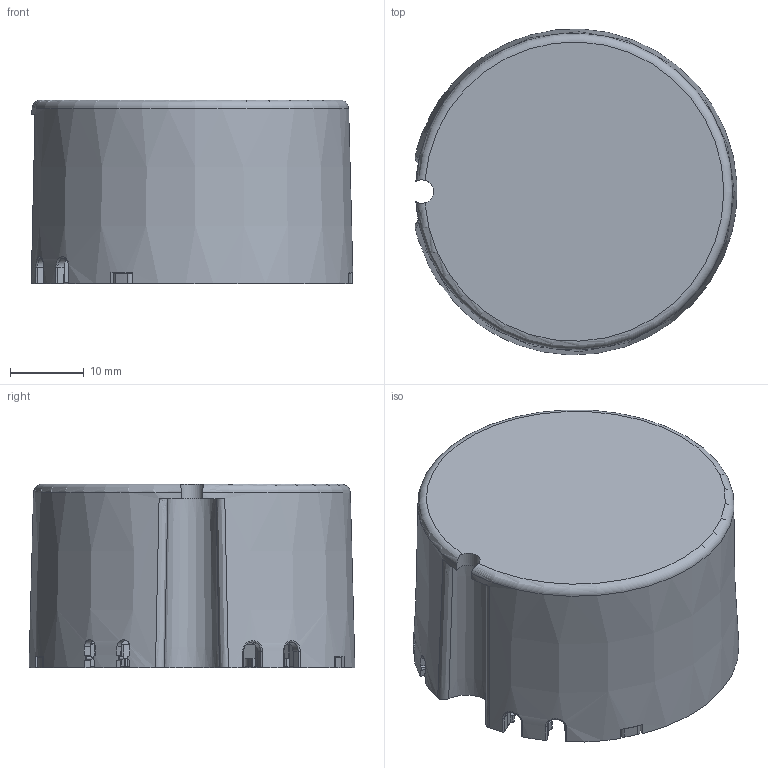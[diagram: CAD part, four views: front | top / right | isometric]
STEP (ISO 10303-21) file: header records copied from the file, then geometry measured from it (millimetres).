
FILE_DESCRIPTION((''),'2;1');
FILE_NAME('G5R7W_ASM','2020-08-13T10:41:01',('wsenga'),(''),'CREO PARAMETRIC BY PTC INC, 2019080','CREO PARAMETRIC BY PTC INC, 2019080','');
FILE_SCHEMA(('CONFIG_CONTROL_DESIGN'));
Length unit declared in the file: millimetre
Products named in the file (3): MAWG5R7W-1A; MAWG5R7W-2A; G5R7W_ASM
Assembly tree (2 placements, depth 2):
  G5R7W_ASM
    MAWG5R7W-1A
    MAWG5R7W-2A
Bounding box: 43.73 x 44.28 x 25 mm (x, y, z)
Volume: 8088.1 mm3; surface area: 12764.4 mm2
Topology: 2 solids, 2 shells, 230 faces, 613 edges, 390 vertices
Faces by surface type: plane 104, cylinder 76, cone 21, bspline 20, torus 7, sphere 2
Entity records: 8096 total; most frequent: CARTESIAN_POINT 2431, ORIENTED_EDGE 1226, DIRECTION 1122, EDGE_CURVE 613, AXIS2_PLACEMENT_3D 409, VERTEX_POINT 390, VECTOR 304, LINE 304
